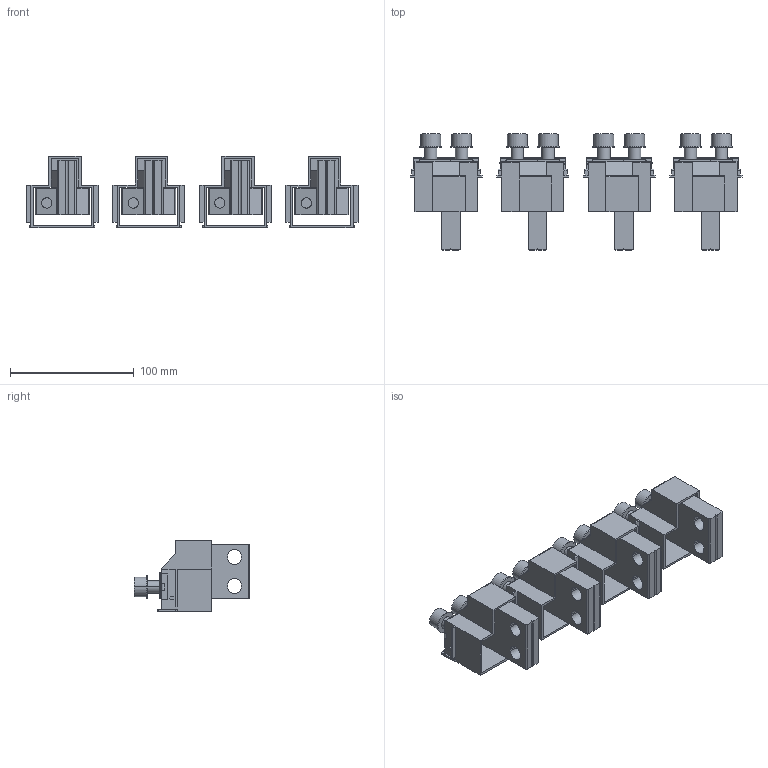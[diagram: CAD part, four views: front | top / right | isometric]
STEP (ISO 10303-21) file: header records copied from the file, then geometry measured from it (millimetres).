
FILE_DESCRIPTION((''),'2;1');
FILE_NAME('1SDH002065A1511_IGES','2019-11-25T',('ITSTCAR1'),(''),'CREO PARAMETRIC BY PTC INC, 2016050','CREO PARAMETRIC BY PTC INC, 2016050','');
FILE_SCHEMA(('AUTOMOTIVE_DESIGN { 1 0 10303 214 1 1 1 1 }'));
Length unit declared in the file: millimetre
Products named in the file (1): 1SDH002065A1511_IGES
Bounding box: 268.5 x 93.8 x 57.75 mm (x, y, z)
Volume: 270930 mm3; surface area: 135381.5 mm2
Topology: 8 solids, 12 shells, 656 faces, 1868 edges, 1268 vertices
Faces by surface type: plane 456, cylinder 192, cone 8
Entity records: 26801 total; most frequent: CARTESIAN_POINT 4030, ORIENTED_EDGE 3720, DIRECTION 3532, EDGE_CURVE 1860, VECTOR 1468, LINE 1468, VERTEX_POINT 1268, AXIS2_PLACEMENT_3D 1032
